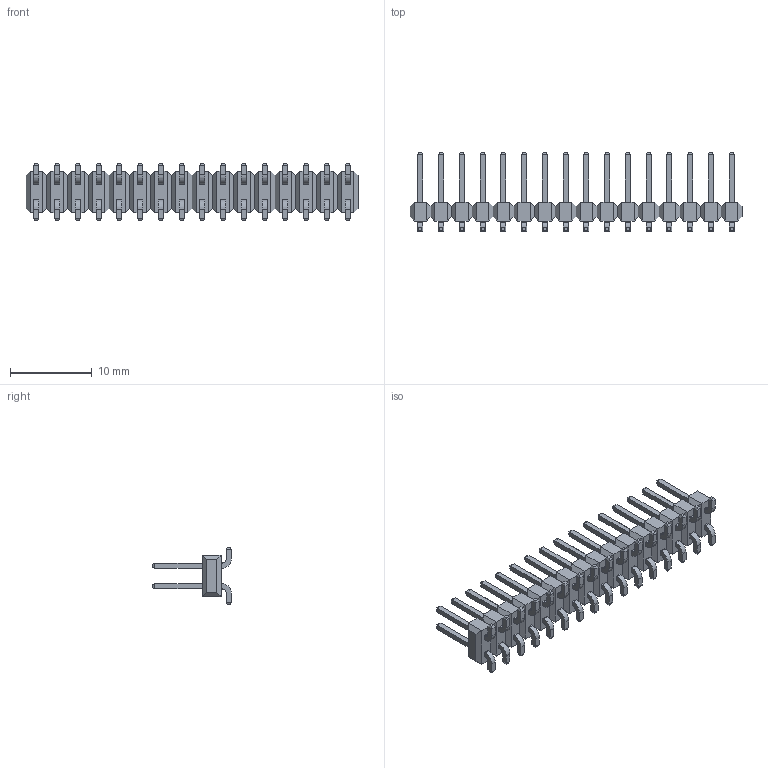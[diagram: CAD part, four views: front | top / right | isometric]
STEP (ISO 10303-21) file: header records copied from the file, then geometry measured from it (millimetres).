
FILE_DESCRIPTION((''),'2;1');
FILE_NAME('015910320','2016-12-20T',('ghp'),(''),'PRO/ENGINEER BY PARAMETRIC TECHNOLOGY CORPORATION, 2012310','PRO/ENGINEER BY PARAMETRIC TECHNOLOGY CORPORATION, 2012310','');
FILE_SCHEMA(('CONFIG_CONTROL_DESIGN'));
Length unit declared in the file: inch
Products named in the file (1): 015910320
Bounding box: 40.64 x 9.65 x 6.99 mm (x, y, z)
Volume: 529.5 mm3; surface area: 1365.4 mm2
Topology: 1 solids, 1 shells, 898 faces, 2180 edges, 1348 vertices
Faces by surface type: plane 834, cylinder 64
Entity records: 25101 total; most frequent: CARTESIAN_POINT 4299, DIRECTION 4106, ORIENTED_EDGE 4104, VECTOR 2052, LINE 2052, EDGE_CURVE 2052, VERTEX_POINT 1220, AXIS2_PLACEMENT_3D 1027
